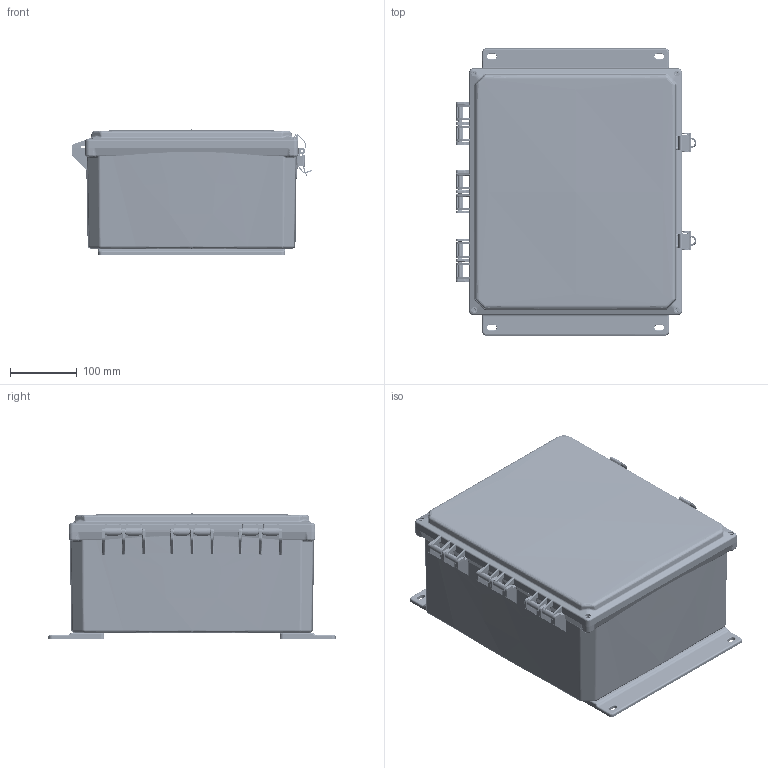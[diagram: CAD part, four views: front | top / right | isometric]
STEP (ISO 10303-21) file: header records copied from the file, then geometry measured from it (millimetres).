
FILE_DESCRIPTION (( 'STEP AP214' ), '1' );
FILE_NAME ('TEBWPC141206-KIT.step', '2020-06-13T15:59:54', ( '' ), ( '' ), 'SwSTEP 2.0', 'SolidWorks 2018', '' );
FILE_SCHEMA (( 'AUTOMOTIVE_DESIGN' ));
Length unit declared in the file: inch
Products named in the file (12): XFS-0020_91735A827; TEBWPC141206-KIT; XFW-0002; NBBPC141206_box assy; NBBPC141206_Latch; HGX-NPLATE01; NBBPC141206_12IN-MNT-FLANGE; NBPC14-W-LID; Integra-Bottom Insert; TEBWPC141206; Integra-Upper Insert; NBBPC141206_Box
Assembly tree (25 placements, depth 4):
  TEBWPC141206-KIT
    TEBWPC141206
      NBBPC141206_box assy
        NBBPC141206_Box
        Integra-Upper Insert  x4
        Integra-Bottom Insert  x4
      NBPC14-W-LID
      NBBPC141206_Latch  x2
      NBBPC141206_12IN-MNT-FLANGE  x2
    HGX-NPLATE01
    XFS-0020_91735A827  x4
    XFW-0002  x4
Bounding box: 360.69 x 430.53 x 187.45 mm (x, y, z)
Volume: 1142551.5 mm3; surface area: 1304698.4 mm2
Topology: 26 solids, 31 shells, 5521 faces, 13819 edges, 8126 vertices
Faces by surface type: cylinder 2174, bspline 1537, plane 1233, cone 549, torus 20, sphere 8
Entity records: 204713 total; most frequent: CARTESIAN_POINT 124911, ORIENTED_EDGE 17666, DIRECTION 11303, EDGE_CURVE 8841, VERTEX_POINT 5282, AXIS2_PLACEMENT_3D 4030, EDGE_LOOP 3785, ADVANCED_FACE 3644
